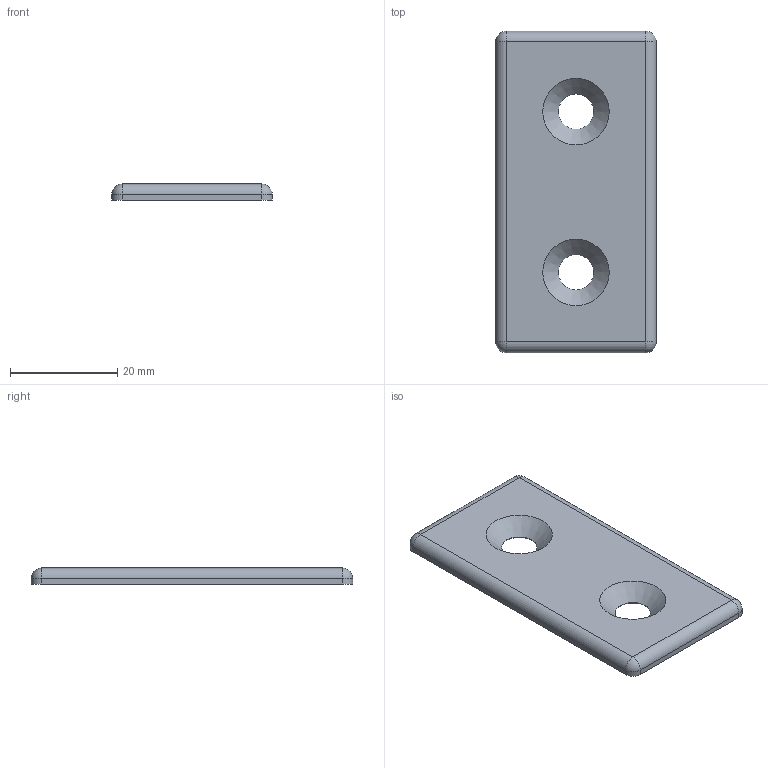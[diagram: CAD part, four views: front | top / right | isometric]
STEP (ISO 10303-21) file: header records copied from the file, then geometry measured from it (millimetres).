
FILE_DESCRIPTION(('STEP AP203'),'1');
FILE_NAME('FIXE00H2418.stp','2023-12-11T15:46:01',(' '),(' '),'Spatial InterOp 3D',' ',' ');
FILE_SCHEMA(('CONFIG_CONTROL_DESIGN'));
Length unit declared in the file: millimetre
Products named in the file (1): Plaque d'assemblage 6 60x30, gris
Bounding box: 30 x 60 x 3 mm (x, y, z)
Volume: 4809.8 mm3; surface area: 3908.5 mm2
Topology: 1 solids, 1 shells, 22 faces, 50 edges, 26 vertices
Faces by surface type: cylinder 10, plane 6, sphere 4, cone 2
Full cylindrical faces by diameter (mm): 6.6 x2
Entity records: 750 total; most frequent: DIRECTION 110, CARTESIAN_POINT 91, ORIENTED_EDGE 84, AXIS2_PLACEMENT_3D 45, EDGE_CURVE 42, EDGE_LOOP 30, VERTEX_POINT 26, FACE_OUTER_BOUND 24
